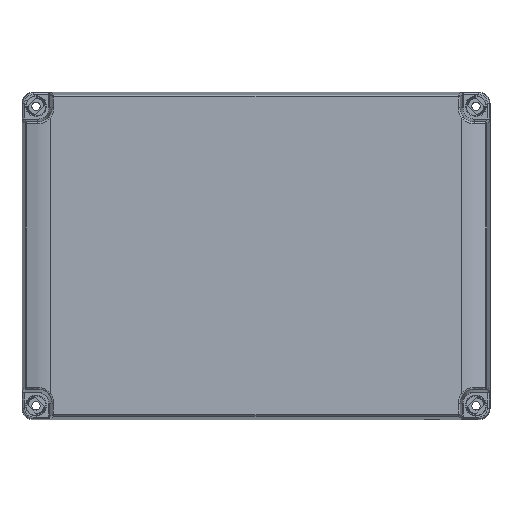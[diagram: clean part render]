
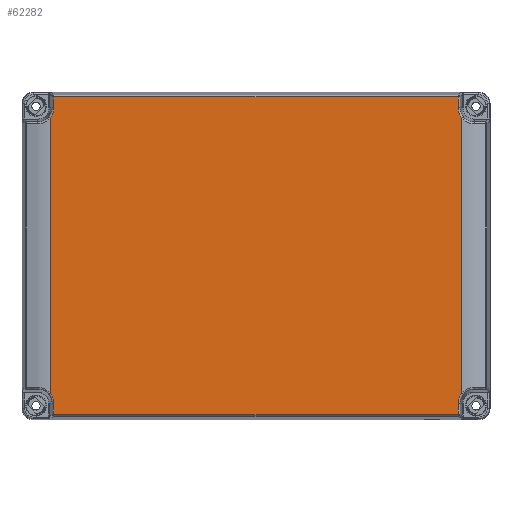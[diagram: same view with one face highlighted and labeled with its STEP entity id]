
A CAD part, top view. The second image highlights one B-rep face of the part: STEP entity #62282.
In plain terms, the highlighted planar face has unit normal (0, 0, 1).
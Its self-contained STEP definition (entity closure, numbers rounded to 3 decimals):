
#56135=DIRECTION('',(-1.,0.,0.));
#56136=VECTOR('',#56135,215.929);
#56137=CARTESIAN_POINT('',(107.965,-84.772,100.));
#56138=LINE('',#56137,#56136);
#56431=DIRECTION('',(1.,0.,0.));
#56432=VECTOR('',#56431,215.929);
#56433=CARTESIAN_POINT('',(-107.965,84.772,100.));
#56434=LINE('',#56433,#56432);
#56679=DIRECTION('',(0.,1.,0.));
#56680=VECTOR('',#56679,5.772);
#56681=CARTESIAN_POINT('',(-107.965,79.,100.));
#56682=LINE('',#56681,#56680);
#56688=DIRECTION('',(0.,1.,0.));
#56689=VECTOR('',#56688,146.936);
#56690=CARTESIAN_POINT('',(-110.,-73.468,
100.));
#56691=LINE('',#56690,#56689);
#56692=DIRECTION('',(0.,1.,0.));
#56693=VECTOR('',#56692,5.772);
#56694=CARTESIAN_POINT('',(107.965,79.,100.));
#56695=LINE('',#56694,#56693);
#56890=DIRECTION('',(0.,1.,0.));
#56891=VECTOR('',#56890,5.772);
#56892=CARTESIAN_POINT('',(107.965,-84.772,100.));
#56893=LINE('',#56892,#56891);
#56903=CARTESIAN_POINT('',(116.5,-79.,100.));
#56904=DIRECTION('',(0.,0.,-1.));
#56905=DIRECTION('',(-1.,0.,0.));
#56906=AXIS2_PLACEMENT_3D('',#56903,#56904,#56905);
#56941=DIRECTION('',(0.,1.,0.));
#56942=VECTOR('',#56941,146.936);
#56943=CARTESIAN_POINT('',(110.,-73.468,
100.));
#56944=LINE('',#56943,#56942);
#56987=CARTESIAN_POINT('',(110.,73.468,100.));
#57003=CARTESIAN_POINT('',(116.5,79.,100.));
#57004=DIRECTION('',(0.,0.,-1.));
#57005=DIRECTION('',(-0.762,-0.648,0.));
#57006=AXIS2_PLACEMENT_3D('',#57003,#57004,#57005);
#57045=DIRECTION('',(0.,-1.,0.));
#57046=VECTOR('',#57045,5.772);
#57047=CARTESIAN_POINT('',(-107.965,-79.,100.));
#57048=LINE('',#57047,#57046);
#57181=CARTESIAN_POINT('',(-116.5,-79.,100.));
#57182=DIRECTION('',(0.,0.,-1.));
#57183=DIRECTION('',(0.762,0.648,0.));
#57184=AXIS2_PLACEMENT_3D('',#57181,#57182,#57183);
#57205=CARTESIAN_POINT('',(-116.5,79.,100.));
#57206=DIRECTION('',(0.,0.,1.));
#57207=DIRECTION('',(0.762,-0.648,0.));
#57208=AXIS2_PLACEMENT_3D('',#57205,#57206,#57207);
#58022=CARTESIAN_POINT('',(-107.965,79.,100.));
#58023=CARTESIAN_POINT('',(-107.965,84.772,100.));
#58024=VERTEX_POINT('',#58022);
#58025=VERTEX_POINT('',#58023);
#58028=CARTESIAN_POINT('',(-110.,73.468,100.));
#58029=VERTEX_POINT('',#58028);
#58034=CARTESIAN_POINT('',(107.965,84.772,100.));
#58035=VERTEX_POINT('',#58034);
#58096=CARTESIAN_POINT('',(107.965,-84.772,100.));
#58097=CARTESIAN_POINT('',(-107.965,-84.772,100.));
#58098=VERTEX_POINT('',#58096);
#58099=VERTEX_POINT('',#58097);
#58120=CARTESIAN_POINT('',(-107.965,-79.,100.));
#58121=VERTEX_POINT('',#58120);
#58124=CARTESIAN_POINT('',(-110.,-73.468,100.));
#58125=VERTEX_POINT('',#58124);
#58130=CARTESIAN_POINT('',(107.965,-79.,100.));
#58131=VERTEX_POINT('',#58130);
#58134=CARTESIAN_POINT('',(110.,-73.468,100.));
#58135=VERTEX_POINT('',#58134);
#58142=VERTEX_POINT('',#56987);
#58144=CARTESIAN_POINT('',(107.965,79.,100.));
#58145=VERTEX_POINT('',#58144);
#62255=CARTESIAN_POINT('',(-110.,-87.5,100.));
#62256=DIRECTION('',(0.,0.,1.));
#62257=DIRECTION('',(1.,0.,0.));
#62258=AXIS2_PLACEMENT_3D('',#62255,#62256,#62257);
#62259=PLANE('',#62258);
#62260=ORIENTED_EDGE('',*,*,#62248,.T.);
#62261=ORIENTED_EDGE('',*,*,#61833,.T.);
#62263=ORIENTED_EDGE('',*,*,#62262,.F.);
#62265=ORIENTED_EDGE('',*,*,#62264,.F.);
#62267=ORIENTED_EDGE('',*,*,#62266,.F.);
#62269=ORIENTED_EDGE('',*,*,#62268,.F.);
#62271=ORIENTED_EDGE('',*,*,#62270,.F.);
#62272=ORIENTED_EDGE('',*,*,#61329,.T.);
#62274=ORIENTED_EDGE('',*,*,#62273,.F.);
#62276=ORIENTED_EDGE('',*,*,#62275,.F.);
#62277=ORIENTED_EDGE('',*,*,#61536,.T.);
#62279=ORIENTED_EDGE('',*,*,#62278,.T.);
#62280=EDGE_LOOP('',(#62260,#62261,#62263,#62265,#62267,#62269,#62271,#62272,
#62274,#62276,#62277,#62279));
#62281=FACE_OUTER_BOUND('',#62280,.F.);
#62282=ADVANCED_FACE('',(#62281),#62259,.T.);
#56907=CIRCLE('',#56906,8.535);
#57007=CIRCLE('',#57006,8.535);
#57185=CIRCLE('',#57184,8.535);
#57209=CIRCLE('',#57208,8.535);
#61329=EDGE_CURVE('',#58098,#58099,#56138,.T.);
#61536=EDGE_CURVE('',#58125,#58029,#56691,.T.);
#61833=EDGE_CURVE('',#58025,#58035,#56434,.T.);
#62248=EDGE_CURVE('',#58024,#58025,#56682,.T.);
#62262=EDGE_CURVE('',#58145,#58035,#56695,.T.);
#62264=EDGE_CURVE('',#58142,#58145,#57007,.T.);
#62266=EDGE_CURVE('',#58135,#58142,#56944,.T.);
#62268=EDGE_CURVE('',#58131,#58135,#56907,.T.);
#62270=EDGE_CURVE('',#58098,#58131,#56893,.T.);
#62273=EDGE_CURVE('',#58121,#58099,#57048,.T.);
#62275=EDGE_CURVE('',#58125,#58121,#57185,.T.);
#62278=EDGE_CURVE('',#58029,#58024,#57209,.T.);
